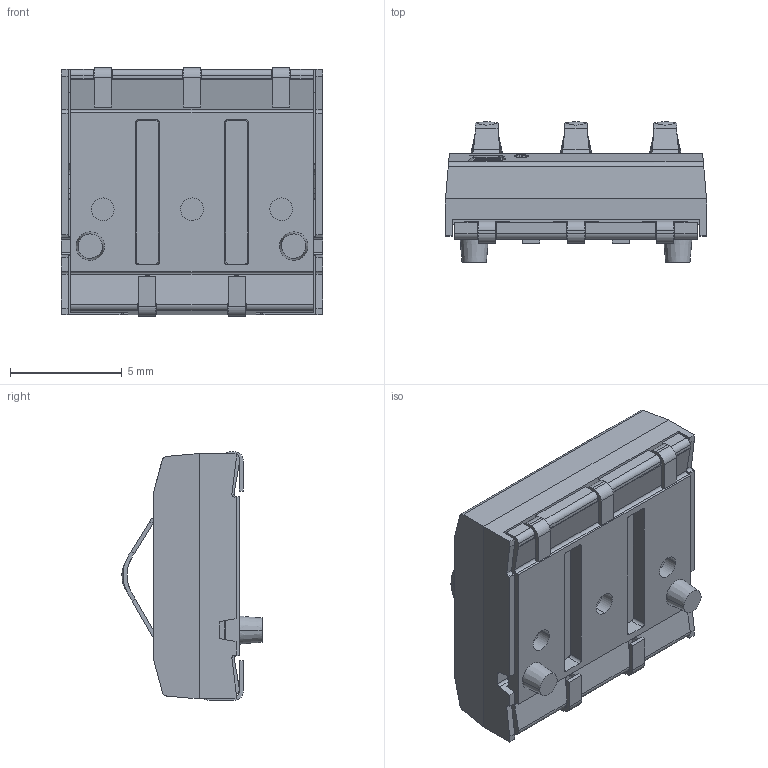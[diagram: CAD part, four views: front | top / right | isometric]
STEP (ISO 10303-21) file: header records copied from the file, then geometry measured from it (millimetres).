
FILE_DESCRIPTION((''),'2;1');
FILE_NAME('33756-738_LFT_END_AF1_1_1','2013-05-31T',('MaxM'),('Bourns, Inc.'),'PRO/ENGINEER BY PARAMETRIC TECHNOLOGY CORPORATION, 2012230','PRO/ENGINEER BY PARAMETRIC TECHNOLOGY CORPORATION, 2012230','');
FILE_SCHEMA(('CONFIG_CONTROL_DESIGN'));
Length unit declared in the file: inch
Products named in the file (1): 33756-738_LFT_END_AF1_1_1
Bounding box: 11.7 x 6.28 x 11.15 mm (x, y, z)
Volume: 444 mm3; surface area: 724.1 mm2
Topology: 1 solids, 1 shells, 669 faces, 1981 edges, 1304 vertices
Faces by surface type: plane 473, cylinder 148, bspline 40, sphere 4, cone 4
Entity records: 23957 total; most frequent: CARTESIAN_POINT 6174, ORIENTED_EDGE 3930, DIRECTION 3394, EDGE_CURVE 1965, VECTOR 1508, LINE 1508, VERTEX_POINT 1304, AXIS2_PLACEMENT_3D 943
